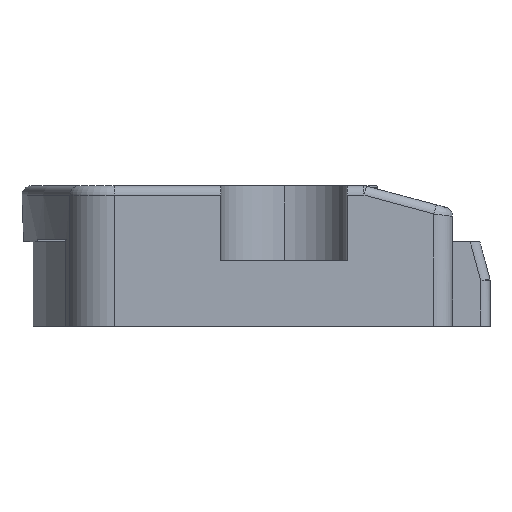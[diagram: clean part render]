
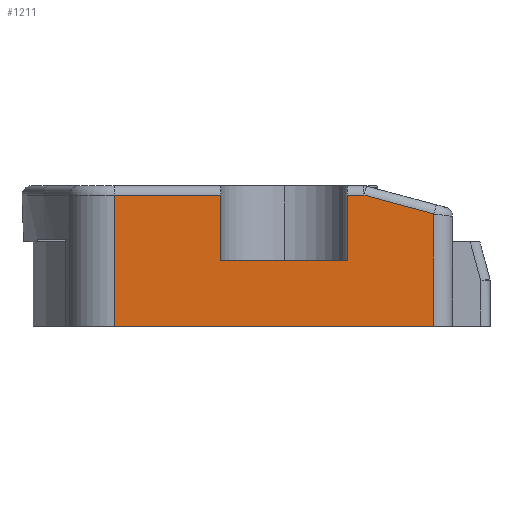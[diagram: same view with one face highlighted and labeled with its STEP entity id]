
A CAD part, front view. The second image highlights one B-rep face of the part: STEP entity #1211.
In plain terms, the highlighted planar face has unit normal (0, -1, 0).
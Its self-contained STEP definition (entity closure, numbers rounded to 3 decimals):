
#16 = LINE ( 'NONE', #4483, #3346 ) ;
#85 = VECTOR ( 'NONE', #98, 1000. ) ;
#98 = DIRECTION ( 'NONE',  ( 0., 0., 1. ) ) ;
#116 = VERTEX_POINT ( 'NONE', #2682 ) ;
#125 = LINE ( 'NONE', #4282, #2380 ) ;
#191 = DIRECTION ( 'NONE',  ( 1., 0., 0. ) ) ;
#316 = CARTESIAN_POINT ( 'NONE',  ( -18.139, -7.5, 14. ) ) ;
#319 = VECTOR ( 'NONE', #3313, 1000. ) ;
#423 = EDGE_CURVE ( 'NONE', #2008, #4453, #2528, .T. ) ;
#455 = LINE ( 'NONE', #773, #634 ) ;
#559 = CARTESIAN_POINT ( 'NONE',  ( -24., -7.5, 0. ) ) ;
#634 = VECTOR ( 'NONE', #2286, 1000. ) ;
#640 = CARTESIAN_POINT ( 'NONE',  ( 6.75, -7.5, 7. ) ) ;
#647 = VERTEX_POINT ( 'NONE', #3824 ) ;
#648 = DIRECTION ( 'NONE',  ( 1., 0., 0. ) ) ;
#665 = EDGE_CURVE ( 'NONE', #4379, #647, #4514, .T. ) ;
#767 = VERTEX_POINT ( 'NONE', #1711 ) ;
#773 = CARTESIAN_POINT ( 'NONE',  ( -24., -7.5, 0. ) ) ;
#786 = EDGE_CURVE ( 'NONE', #767, #4585, #1283, .T. ) ;
#817 = EDGE_CURVE ( 'NONE', #1171, #4379, #2991, .T. ) ;
#889 = DIRECTION ( 'NONE',  ( 0., 0., 1. ) ) ;
#939 = EDGE_CURVE ( 'NONE', #4585, #116, #3785, .T. ) ;
#1029 = DIRECTION ( 'NONE',  ( -1., 0., 0. ) ) ;
#1104 = VECTOR ( 'NONE', #648, 1000. ) ;
#1152 = ORIENTED_EDGE ( 'NONE', *, *, #786, .T. ) ;
#1171 = VERTEX_POINT ( 'NONE', #2437 ) ;
#1211 = ADVANCED_FACE ( 'NONE', ( #3552 ), #4321, .T. ) ;
#1283 = LINE ( 'NONE', #3941, #3557 ) ;
#1307 = EDGE_CURVE ( 'NONE', #3050, #647, #455, .T. ) ;
#1347 = DIRECTION ( 'NONE',  ( 0., -1., 0. ) ) ;
#1582 = VECTOR ( 'NONE', #1029, 1000. ) ;
#1586 = CARTESIAN_POINT ( 'NONE',  ( -18.139, -7.5, 0. ) ) ;
#1614 = DIRECTION ( 'NONE',  ( -0.966, 0., 0.259 ) ) ;
#1711 = CARTESIAN_POINT ( 'NONE',  ( 16., -7.5, 12.001 ) ) ;
#1898 = CARTESIAN_POINT ( 'NONE',  ( 6.75, -7.5, 14. ) ) ;
#2008 = VERTEX_POINT ( 'NONE', #2375 ) ;
#2021 = EDGE_CURVE ( 'NONE', #3050, #767, #3566, .T. ) ;
#2056 = EDGE_CURVE ( 'NONE', #4453, #116, #125, .T. ) ;
#2286 = DIRECTION ( 'NONE',  ( -1., 0., 0. ) ) ;
#2315 = ORIENTED_EDGE ( 'NONE', *, *, #4491, .T. ) ;
#2353 = ORIENTED_EDGE ( 'NONE', *, *, #665, .T. ) ;
#2375 = CARTESIAN_POINT ( 'NONE',  ( -6.75, -7.5, 7. ) ) ;
#2380 = VECTOR ( 'NONE', #889, 1000. ) ;
#2435 = ORIENTED_EDGE ( 'NONE', *, *, #817, .T. ) ;
#2436 = ORIENTED_EDGE ( 'NONE', *, *, #2056, .F. ) ;
#2437 = CARTESIAN_POINT ( 'NONE',  ( -6.75, -7.5, 14. ) ) ;
#2451 = CARTESIAN_POINT ( 'NONE',  ( 16., -7.5, 12.5 ) ) ;
#2528 = LINE ( 'NONE', #4470, #1104 ) ;
#2643 = EDGE_LOOP ( 'NONE', ( #2315, #2435, #2353, #3434, #3217, #1152, #3595, #2436, #3262 ) ) ;
#2682 = CARTESIAN_POINT ( 'NONE',  ( 6.75, -7.5, 14. ) ) ;
#2693 = AXIS2_PLACEMENT_3D ( 'NONE', #559, #1347, #191 ) ;
#2921 = CARTESIAN_POINT ( 'NONE',  ( -18.139, -7.5, 14. ) ) ;
#2991 = LINE ( 'NONE', #316, #319 ) ;
#3050 = VERTEX_POINT ( 'NONE', #3888 ) ;
#3217 = ORIENTED_EDGE ( 'NONE', *, *, #2021, .T. ) ;
#3262 = ORIENTED_EDGE ( 'NONE', *, *, #423, .F. ) ;
#3313 = DIRECTION ( 'NONE',  ( -1., 0., 0. ) ) ;
#3346 = VECTOR ( 'NONE', #4460, 1000. ) ;
#3412 = CARTESIAN_POINT ( 'NONE',  ( 8.538, -7.5, 14. ) ) ;
#3434 = ORIENTED_EDGE ( 'NONE', *, *, #1307, .F. ) ;
#3467 = DIRECTION ( 'NONE',  ( 0., 0., -1. ) ) ;
#3552 = FACE_OUTER_BOUND ( 'NONE', #2643, .T. ) ;
#3557 = VECTOR ( 'NONE', #1614, 1000. ) ;
#3566 = LINE ( 'NONE', #2451, #85 ) ;
#3595 = ORIENTED_EDGE ( 'NONE', *, *, #939, .T. ) ;
#3785 = LINE ( 'NONE', #1898, #1582 ) ;
#3801 = VECTOR ( 'NONE', #3467, 1000. ) ;
#3824 = CARTESIAN_POINT ( 'NONE',  ( -18.139, -7.5, 0. ) ) ;
#3888 = CARTESIAN_POINT ( 'NONE',  ( 16., -7.5, 0. ) ) ;
#3941 = CARTESIAN_POINT ( 'NONE',  ( 8.538, -7.5, 14. ) ) ;
#4282 = CARTESIAN_POINT ( 'NONE',  ( 6.75, -7.5, 7. ) ) ;
#4321 = PLANE ( 'NONE',  #2693 ) ;
#4379 = VERTEX_POINT ( 'NONE', #2921 ) ;
#4453 = VERTEX_POINT ( 'NONE', #640 ) ;
#4460 = DIRECTION ( 'NONE',  ( 0., 0., 1. ) ) ;
#4470 = CARTESIAN_POINT ( 'NONE',  ( -6.75, -7.5, 7. ) ) ;
#4483 = CARTESIAN_POINT ( 'NONE',  ( -6.75, -7.5, 7. ) ) ;
#4491 = EDGE_CURVE ( 'NONE', #2008, #1171, #16, .T. ) ;
#4514 = LINE ( 'NONE', #1586, #3801 ) ;
#4585 = VERTEX_POINT ( 'NONE', #3412 ) ;
